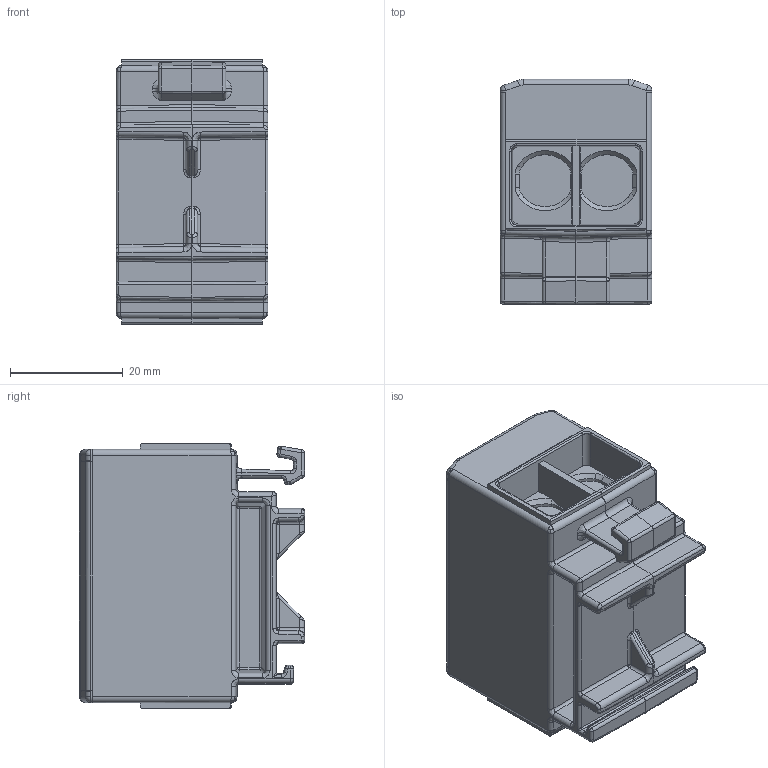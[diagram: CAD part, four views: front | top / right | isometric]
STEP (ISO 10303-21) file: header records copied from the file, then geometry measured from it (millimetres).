
FILE_DESCRIPTION(('Creo Elements/Direct Modeling STEP Export'),'2;1');
FILE_NAME('VC05-0153_OTL 2x35 Grey.stp','2023-02-17T15:21:12',(''),(''),'Creo Elements/Direct Modeling STEP processor for AP214 (Solid Model)','Creo Elements/Direct Modeling 20.1D 10-Oct-2020 (C) Parametric Technology GmbH','');
FILE_SCHEMA(('AUTOMOTIVE_DESIGN { 1 0 10303 214 1 1 1 1 }'));
Products named in the file (1): Kotelo_2x35_1
Bounding box: 27 x 40 x 47 mm (x, y, z)
Volume: 33299 mm3; surface area: 12279.1 mm2
Topology: 1 solids, 1 shells, 1616 faces, 4292 edges, 2689 vertices
Faces by surface type: plane 1069, cylinder 307, bspline 143, cone 56, sphere 29, torus 12
Entity records: 56429 total; most frequent: CARTESIAN_POINT 17825, ORIENTED_EDGE 8536, DIRECTION 7237, EDGE_CURVE 4268, VECTOR 3329, LINE 3329, VERTEX_POINT 2689, AXIS2_PLACEMENT_3D 1954
